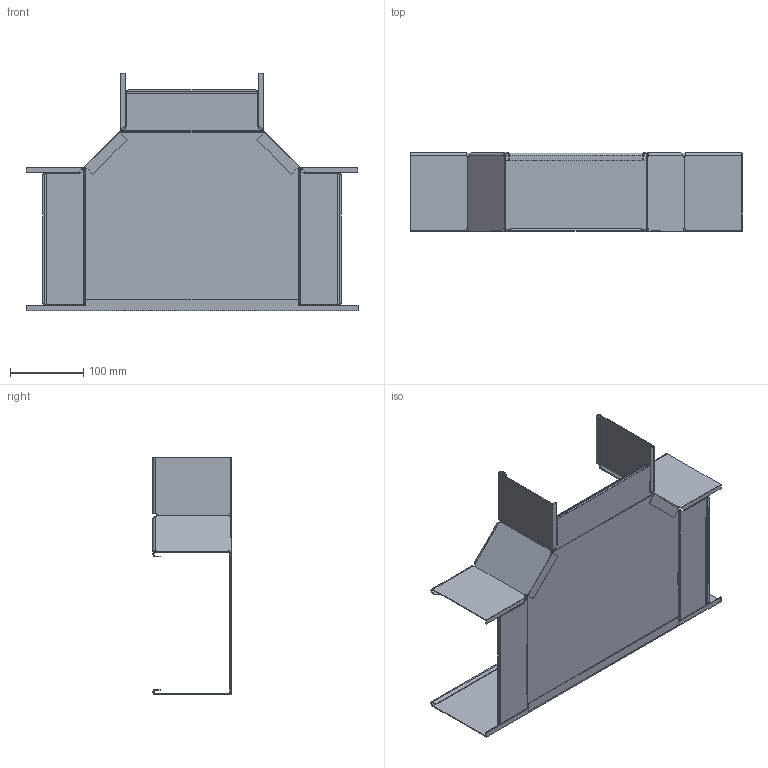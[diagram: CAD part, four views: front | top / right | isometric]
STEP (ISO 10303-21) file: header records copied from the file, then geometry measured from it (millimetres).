
FILE_DESCRIPTION (( 'STEP AP214' ), '1' );
FILE_NAME ('6038324.STEP', '2025-03-13T08:37:34', ( '' ), ( '' ), 'SwSTEP 2.0', 'SolidWorks 2024', '' );
FILE_SCHEMA (( 'AUTOMOTIVE_DESIGN' ));
Length unit declared in the file: millimetre
Products named in the file (4): 6038324; 172072_200; 167655_110x90°; 181552_200
Assembly tree (4 placements, depth 2):
  6038324
    172072_200
    167655_110x90°  x2
    181552_200
Bounding box: 454 x 107 x 324.99 mm (x, y, z)
Volume: 221609 mm3; surface area: 440223.3 mm2
Topology: 4 solids, 4 shells, 254 faces, 658 edges, 412 vertices
Faces by surface type: plane 176, cylinder 54, bspline 24
Entity records: 6007 total; most frequent: CARTESIAN_POINT 1711, ORIENTED_EDGE 932, DIRECTION 768, EDGE_CURVE 466, LINE 302, VECTOR 302, VERTEX_POINT 292, AXIS2_PLACEMENT_3D 233
